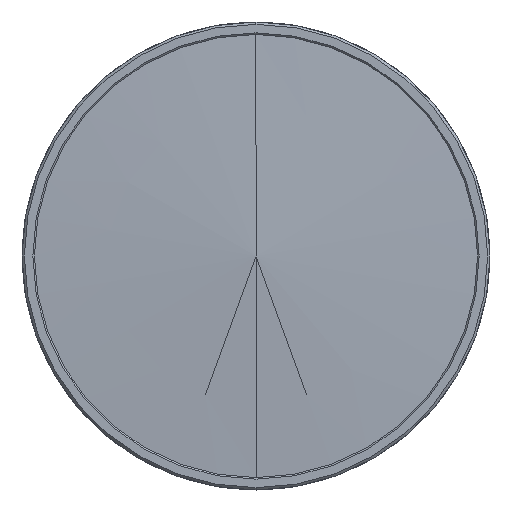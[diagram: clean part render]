
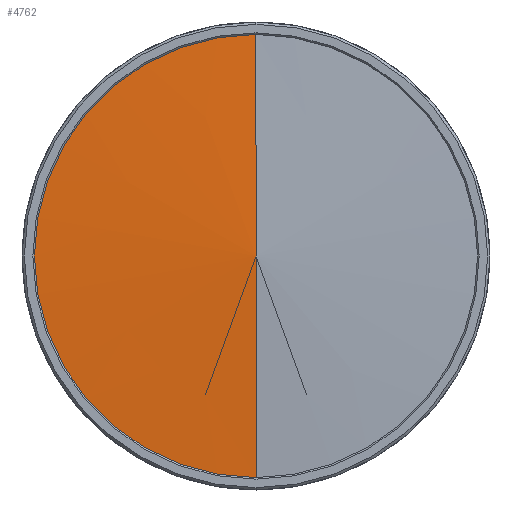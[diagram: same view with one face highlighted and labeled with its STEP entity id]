
A CAD part, left-side view. The second image highlights one B-rep face of the part: STEP entity #4762.
In plain terms, the highlighted conical face has half-angle 87.189 degrees and reference radius 142.05 mm.
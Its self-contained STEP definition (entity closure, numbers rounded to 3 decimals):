
#317 = DIRECTION ( 'NONE',  ( -1., 0., 0. ) ) ;
#565 = EDGE_LOOP ( 'NONE', ( #9142, #7408, #2770, #1218 ) ) ;
#587 = VERTEX_POINT ( 'NONE', #5696 ) ;
#1089 = DIRECTION ( 'NONE',  ( -1., 0., 0. ) ) ;
#1218 = ORIENTED_EDGE ( 'NONE', *, *, #8779, .T. ) ;
#1614 = VERTEX_POINT ( 'NONE', #9058 ) ;
#1688 = CARTESIAN_POINT ( 'NONE',  ( 6.975, 0., 0. ) ) ;
#1732 = DIRECTION ( 'NONE',  ( 0.049, 0., -0.999 ) ) ;
#2138 = EDGE_CURVE ( 'NONE', #587, #1614, #5094, .T. ) ;
#2148 = DIRECTION ( 'NONE',  ( 0.049, 0., 0.999 ) ) ;
#2244 = VECTOR ( 'NONE', #1732, 1000. ) ;
#2522 = CARTESIAN_POINT ( 'NONE',  ( 6.975, 0., -142.05 ) ) ;
#2770 = ORIENTED_EDGE ( 'NONE', *, *, #8738, .T. ) ;
#3286 = VECTOR ( 'NONE', #2148, 1000. ) ;
#4159 = DIRECTION ( 'NONE',  ( 0., -1., 0. ) ) ;
#4394 = CIRCLE ( 'NONE', #5407, 142.05 ) ;
#4484 = AXIS2_PLACEMENT_3D ( 'NONE', #8129, #317, #5773 ) ;
#4762 = ADVANCED_FACE ( 'NONE', ( #6674 ), #8511, .T. ) ;
#5000 = VERTEX_POINT ( 'NONE', #10157 ) ;
#5007 = CARTESIAN_POINT ( 'NONE',  ( 6.975, 0., 0. ) ) ;
#5094 = LINE ( 'NONE', #8348, #3286 ) ;
#5407 = AXIS2_PLACEMENT_3D ( 'NONE', #5007, #1089, #4159 ) ;
#5517 = DIRECTION ( 'NONE',  ( 1., 0., 0. ) ) ;
#5696 = CARTESIAN_POINT ( 'NONE',  ( 0., 0., 0. ) ) ;
#5773 = DIRECTION ( 'NONE',  ( 0., -1., 0. ) ) ;
#6674 = FACE_OUTER_BOUND ( 'NONE', #565, .T. ) ;
#6982 = CARTESIAN_POINT ( 'NONE',  ( 6.975, 0., -142.05 ) ) ;
#6992 = LINE ( 'NONE', #2522, #2244 ) ;
#7408 = ORIENTED_EDGE ( 'NONE', *, *, #2138, .T. ) ;
#7813 = DIRECTION ( 'NONE',  ( 0., 0., -1. ) ) ;
#8129 = CARTESIAN_POINT ( 'NONE',  ( 6.975, 0., 0. ) ) ;
#8348 = CARTESIAN_POINT ( 'NONE',  ( 6.975, 0., 142.05 ) ) ;
#8511 = CONICAL_SURFACE ( 'NONE', #8815, 142.05, 1.522 ) ;
#8659 = EDGE_CURVE ( 'NONE', #587, #9059, #6992, .T. ) ;
#8738 = EDGE_CURVE ( 'NONE', #1614, #5000, #4394, .T. ) ;
#8779 = EDGE_CURVE ( 'NONE', #5000, #9059, #9931, .T. ) ;
#8815 = AXIS2_PLACEMENT_3D ( 'NONE', #1688, #5517, #7813 ) ;
#9059 = VERTEX_POINT ( 'NONE', #6982 ) ;
#9058 = CARTESIAN_POINT ( 'NONE',  ( 6.975, 0., 142.05 ) ) ;
#9142 = ORIENTED_EDGE ( 'NONE', *, *, #8659, .F. ) ;
#9931 = CIRCLE ( 'NONE', #4484, 142.05 ) ;
#10157 = CARTESIAN_POINT ( 'NONE',  ( 6.975, 142.05, 0. ) ) ;
